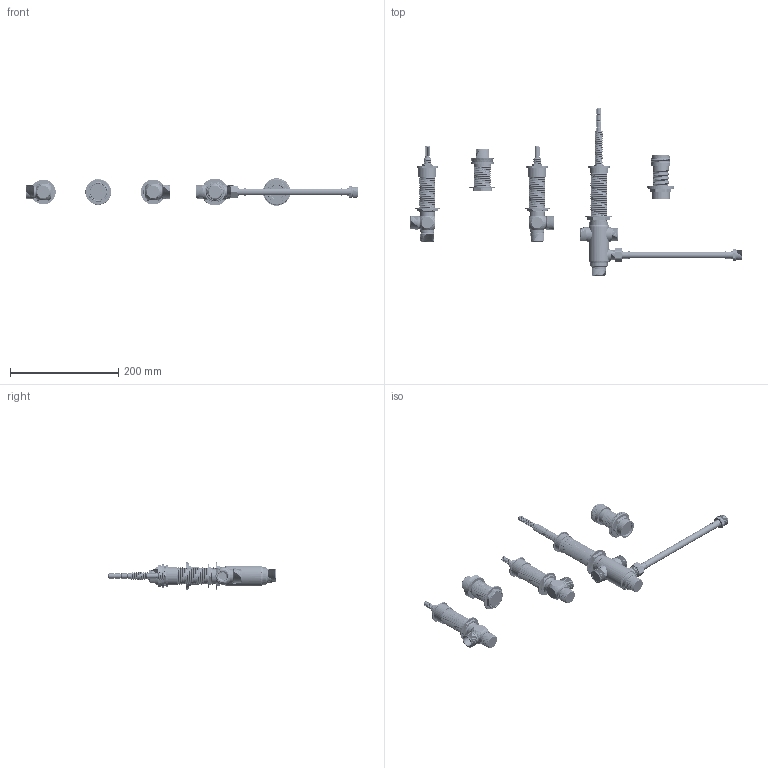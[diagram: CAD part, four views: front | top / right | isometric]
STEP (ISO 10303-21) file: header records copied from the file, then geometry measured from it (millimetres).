
FILE_DESCRIPTION((''),'2;1');
FILE_NAME('1-726','2021-04-19T16:43:15',('rsmith'),(''),'CREO PARAMETRIC BY PTC INC, 2018400','CREO PARAMETRIC BY PTC INC, 2018400','');
FILE_SCHEMA(('AUTOMOTIVE_DESIGN { 1 0 10303 214 1 1 1 1 }'));
Products named in the file (1): 1-726
Bounding box: 614.15 x 309.48 x 50.8 mm (x, y, z)
Volume: 542252.4 mm3; surface area: 181661.6 mm2
Topology: 7 solids, 8 shells, 3829 faces, 10203 edges, 6484 vertices
Faces by surface type: cylinder 1436, plane 1040, cone 534, bspline 534, extrusion 239, torus 42, sphere 4
Entity records: 382968 total; most frequent: CARTESIAN_POINT 245050, ORIENTED_EDGE 20394, DIRECTION 14188, PRESENTATION_STYLE_ASSIGNMENT 12599, STYLED_ITEM 10456, CURVE_STYLE 10436, EDGE_CURVE 10197, VERTEX_POINT 6484
